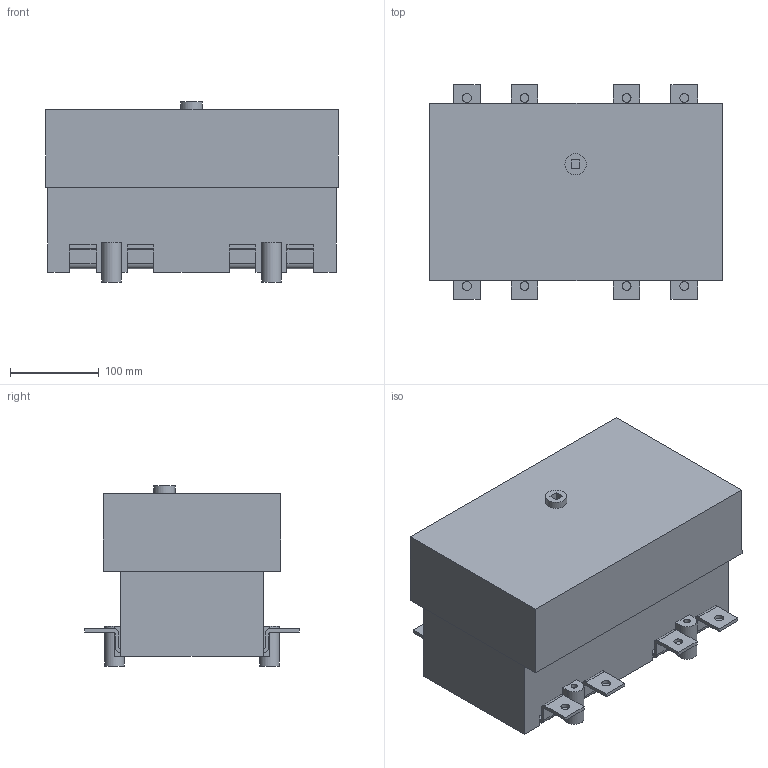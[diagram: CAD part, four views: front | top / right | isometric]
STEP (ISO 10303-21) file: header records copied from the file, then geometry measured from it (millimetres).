
FILE_DESCRIPTION(/* description */ (''),/* implementation_level */ '2;1');
FILE_NAME(/* name */ '3d_GE0400NT4.stp',/* time_stamp */ '2018-10-08T14:57:16+02:00',/* author */ ('Andrzej'),/* organization */ (''),/* preprocessor_version */ 'ST-DEVELOPER v16.13',/* originating_system */ 'AutoCAD Mechanical',/* authorisation */ '');
FILE_SCHEMA (('AUTOMOTIVE_DESIGN { 1 0 10303 214 3 1 1 }'));
Length unit declared in the file: millimetre
Products named in the file (1): Product
Bounding box: 329 x 242 x 203 mm (x, y, z)
Volume: 10659786 mm3; surface area: 497917.6 mm2
Topology: 10 solids, 10 shells, 187 faces, 3085 edges, 5533 vertices
Faces by surface type: plane 138, cylinder 49
Full cylindrical faces by diameter (mm): 7 x4, 10 x8, 22 x4, 24 x1
Entity records: 26410 total; most frequent: CARTESIAN_POINT 8778, DIRECTION 3553, LINE 2943, VECTOR 2943, STYLED_ITEM 2620, TRIMMED_CURVE 2610, ORIENTED_EDGE 900, EDGE_CURVE 450
